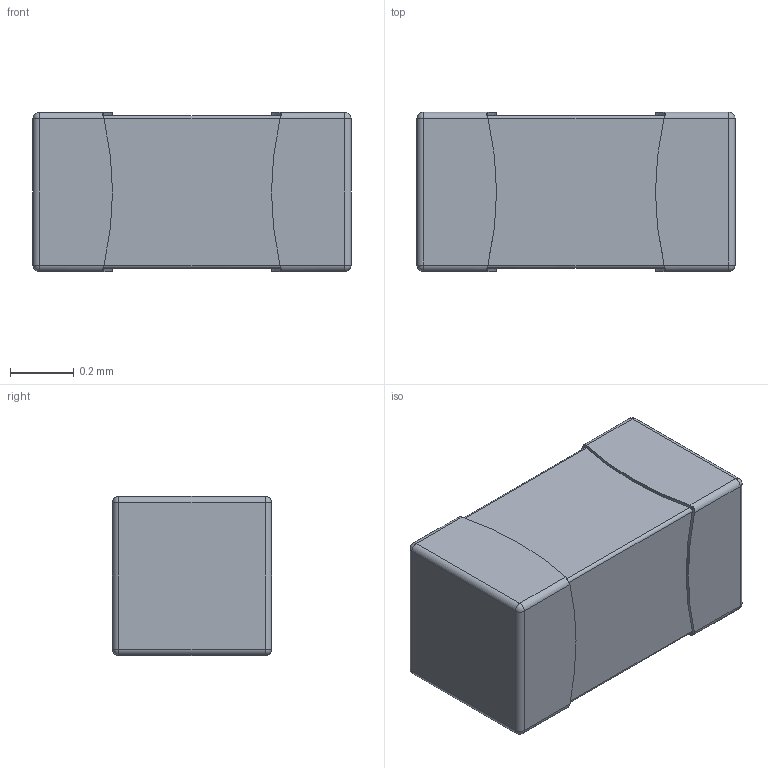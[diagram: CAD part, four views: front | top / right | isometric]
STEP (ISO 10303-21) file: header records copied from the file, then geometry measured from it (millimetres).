
FILE_DESCRIPTION(/* description */ ('','CAx-IF Rec.Pracs.---Representation and Presentation of Product Manufacturing Information (PMI)---4.0---2014-10-13'),/* implementation_level */ '2;1');
FILE_NAME(/* name */ '13lB-R28-R0402.step',/* time_stamp */ '2025-03-21T13:59:59+08:00',/* author */ (''),/* organization */ (''),/* preprocessor_version */ 'ST-DEVELOPER v20',/* originating_system */ 'Autodesk Translation Framework v13.20.0.188',/* authorisation */ '');
FILE_SCHEMA (('AP242_MANAGED_MODEL_BASED_3D_ENGINEERING_MIM_LF { 1 0 10303 442 1 1 4 }'));
Length unit declared in the file: millimetre
Products named in the file (1): 13lB-R28-R0402
Bounding box: 1 x 0.5 x 0.5 mm (x, y, z)
Volume: 0.2 mm3; surface area: 2.4 mm2
Topology: 1 solids, 1 shells, 302 faces, 803 edges, 514 vertices
Faces by surface type: plane 152, bspline 91, cylinder 51, sphere 8
Entity records: 10025 total; most frequent: CARTESIAN_POINT 2761, ORIENTED_EDGE 1590, DIRECTION 1287, EDGE_CURVE 795, VERTEX_POINT 514, LINE 495, VECTOR 495, AXIS2_PLACEMENT_3D 396
